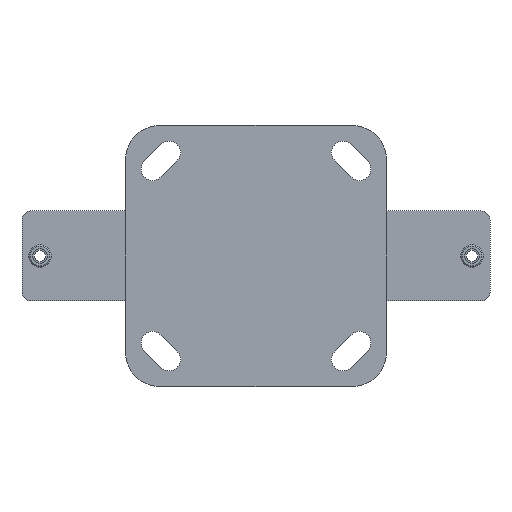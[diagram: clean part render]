
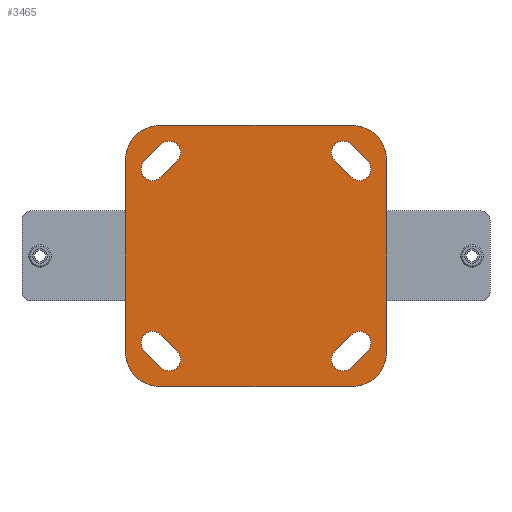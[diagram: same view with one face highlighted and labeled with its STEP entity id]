
A CAD part, front view. The second image highlights one B-rep face of the part: STEP entity #3465.
In plain terms, the highlighted planar face has unit normal (0, -1, 0).
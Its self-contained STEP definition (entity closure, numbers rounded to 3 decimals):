
#2=CARTESIAN_POINT('',(53.5,0.,53.5));
#3=DIRECTION('',(0.,-1.,0.));
#4=DIRECTION('',(1.,0.,0.));
#5=AXIS2_PLACEMENT_3D('',#2,#3,#4);
#7=DIRECTION('',(0.,0.,-1.));
#8=VECTOR('',#7,107.);
#9=CARTESIAN_POINT('',(72.5,0.,53.5));
#10=LINE('',#9,#8);
#11=CARTESIAN_POINT('',(53.5,0.,-53.5));
#12=DIRECTION('',(0.,-1.,0.));
#13=DIRECTION('',(0.,0.,-1.));
#14=AXIS2_PLACEMENT_3D('',#11,#12,#13);
#16=DIRECTION('',(-1.,0.,0.));
#17=VECTOR('',#16,107.);
#18=CARTESIAN_POINT('',(53.5,0.,-72.5));
#19=LINE('',#18,#17);
#20=CARTESIAN_POINT('',(-53.5,0.,-53.5));
#21=DIRECTION('',(0.,-1.,0.));
#22=DIRECTION('',(-1.,0.,0.));
#23=AXIS2_PLACEMENT_3D('',#20,#21,#22);
#25=DIRECTION('',(0.,0.,1.));
#26=VECTOR('',#25,107.);
#27=CARTESIAN_POINT('',(-72.5,0.,-53.5));
#28=LINE('',#27,#26);
#29=CARTESIAN_POINT('',(-53.5,0.,53.5));
#30=DIRECTION('',(0.,-1.,0.));
#31=DIRECTION('',(0.,0.,1.));
#32=AXIS2_PLACEMENT_3D('',#29,#30,#31);
#34=DIRECTION('',(1.,0.,0.));
#35=VECTOR('',#34,107.);
#36=CARTESIAN_POINT('',(-53.5,0.,72.5));
#37=LINE('',#36,#35);
#38=CARTESIAN_POINT('',(-48.209,0.,-57.453));
#39=DIRECTION('',(0.,1.,0.));
#40=DIRECTION('',(0.643,0.,0.766));
#41=AXIS2_PLACEMENT_3D('',#38,#39,#40);
#43=CARTESIAN_POINT('',(0.,0.,0.));
#44=DIRECTION('',(0.,1.,0.));
#45=DIRECTION('',(-0.643,0.,-0.766));
#46=AXIS2_PLACEMENT_3D('',#43,#44,#45);
#48=CARTESIAN_POINT('',(-57.453,0.,-48.209));
#49=DIRECTION('',(0.,1.,0.));
#50=DIRECTION('',(-0.766,0.,-0.643));
#51=AXIS2_PLACEMENT_3D('',#48,#49,#50);
#53=CARTESIAN_POINT('',(0.,0.,0.));
#54=DIRECTION('',(0.,1.,0.));
#55=DIRECTION('',(-0.643,0.,-0.766));
#56=AXIS2_PLACEMENT_3D('',#53,#54,#55);
#58=CARTESIAN_POINT('',(-57.453,0.,48.209));
#59=DIRECTION('',(0.,1.,0.));
#60=DIRECTION('',(0.766,0.,-0.643));
#61=AXIS2_PLACEMENT_3D('',#58,#59,#60);
#63=CARTESIAN_POINT('',(0.,0.,0.));
#64=DIRECTION('',(0.,1.,0.));
#65=DIRECTION('',(-0.766,0.,0.643));
#66=AXIS2_PLACEMENT_3D('',#63,#64,#65);
#68=CARTESIAN_POINT('',(-48.209,0.,57.453));
#69=DIRECTION('',(0.,1.,0.));
#70=DIRECTION('',(-0.643,0.,0.766));
#71=AXIS2_PLACEMENT_3D('',#68,#69,#70);
#73=CARTESIAN_POINT('',(0.,0.,0.));
#74=DIRECTION('',(0.,1.,0.));
#75=DIRECTION('',(-0.766,0.,0.643));
#76=AXIS2_PLACEMENT_3D('',#73,#74,#75);
#78=CARTESIAN_POINT('',(48.209,0.,57.453));
#79=DIRECTION('',(0.,1.,0.));
#80=DIRECTION('',(-0.643,0.,-0.766));
#81=AXIS2_PLACEMENT_3D('',#78,#79,#80);
#83=CARTESIAN_POINT('',(0.,0.,0.));
#84=DIRECTION('',(0.,1.,0.));
#85=DIRECTION('',(0.643,0.,0.766));
#86=AXIS2_PLACEMENT_3D('',#83,#84,#85);
#88=CARTESIAN_POINT('',(57.453,0.,48.209));
#89=DIRECTION('',(0.,1.,0.));
#90=DIRECTION('',(0.766,0.,0.643));
#91=AXIS2_PLACEMENT_3D('',#88,#89,#90);
#93=CARTESIAN_POINT('',(0.,0.,0.));
#94=DIRECTION('',(0.,1.,0.));
#95=DIRECTION('',(0.643,0.,0.766));
#96=AXIS2_PLACEMENT_3D('',#93,#94,#95);
#98=CARTESIAN_POINT('',(57.453,0.,-48.209));
#99=DIRECTION('',(0.,1.,0.));
#100=DIRECTION('',(-0.766,0.,0.643));
#101=AXIS2_PLACEMENT_3D('',#98,#99,#100);
#103=CARTESIAN_POINT('',(0.,0.,0.));
#104=DIRECTION('',(0.,1.,0.));
#105=DIRECTION('',(0.766,0.,-0.643));
#106=AXIS2_PLACEMENT_3D('',#103,#104,#105);
#108=CARTESIAN_POINT('',(48.209,0.,-57.453));
#109=DIRECTION('',(0.,1.,0.));
#110=DIRECTION('',(0.643,0.,-0.766));
#111=AXIS2_PLACEMENT_3D('',#108,#109,#110);
#113=CARTESIAN_POINT('',(0.,0.,0.));
#114=DIRECTION('',(0.,1.,0.));
#115=DIRECTION('',(0.766,0.,-0.643));
#116=AXIS2_PLACEMENT_3D('',#113,#114,#115);
#2562=CARTESIAN_POINT('',(72.5,0.,53.5));
#2563=CARTESIAN_POINT('',(53.5,0.,72.5));
#2564=VERTEX_POINT('',#2562);
#2565=VERTEX_POINT('',#2563);
#2570=CARTESIAN_POINT('',(53.5,0.,-72.5));
#2571=CARTESIAN_POINT('',(72.5,0.,-53.5));
#2572=VERTEX_POINT('',#2570);
#2573=VERTEX_POINT('',#2571);
#2578=CARTESIAN_POINT('',(-72.5,0.,-53.5));
#2579=CARTESIAN_POINT('',(-53.5,0.,-72.5));
#2580=VERTEX_POINT('',#2578);
#2581=VERTEX_POINT('',#2579);
#2586=CARTESIAN_POINT('',(-53.5,0.,72.5));
#2587=CARTESIAN_POINT('',(-72.5,0.,53.5));
#2588=VERTEX_POINT('',#2586);
#2589=VERTEX_POINT('',#2587);
#2594=CARTESIAN_POINT('',(-44.127,0.,-52.589));
#2595=CARTESIAN_POINT('',(-52.291,0.,-62.318));
#2596=VERTEX_POINT('',#2594);
#2597=VERTEX_POINT('',#2595);
#2598=CARTESIAN_POINT('',(-62.318,0.,-52.291));
#2599=VERTEX_POINT('',#2598);
#2600=CARTESIAN_POINT('',(-52.589,0.,-44.127));
#2601=VERTEX_POINT('',#2600);
#2610=CARTESIAN_POINT('',(-52.589,0.,44.127));
#2611=CARTESIAN_POINT('',(-62.318,0.,52.291));
#2612=VERTEX_POINT('',#2610);
#2613=VERTEX_POINT('',#2611);
#2614=CARTESIAN_POINT('',(-52.291,0.,62.318));
#2615=VERTEX_POINT('',#2614);
#2616=CARTESIAN_POINT('',(-44.127,0.,52.589));
#2617=VERTEX_POINT('',#2616);
#2626=CARTESIAN_POINT('',(44.127,0.,52.589));
#2627=CARTESIAN_POINT('',(52.291,0.,62.318));
#2628=VERTEX_POINT('',#2626);
#2629=VERTEX_POINT('',#2627);
#2630=CARTESIAN_POINT('',(62.318,0.,52.291));
#2631=VERTEX_POINT('',#2630);
#2632=CARTESIAN_POINT('',(52.589,0.,44.127));
#2633=VERTEX_POINT('',#2632);
#2642=CARTESIAN_POINT('',(52.589,0.,-44.127));
#2643=CARTESIAN_POINT('',(62.318,0.,-52.291));
#2644=VERTEX_POINT('',#2642);
#2645=VERTEX_POINT('',#2643);
#2646=CARTESIAN_POINT('',(52.291,0.,-62.318));
#2647=VERTEX_POINT('',#2646);
#2648=CARTESIAN_POINT('',(44.127,0.,-52.589));
#2649=VERTEX_POINT('',#2648);
#3402=CARTESIAN_POINT('',(0.,0.,0.));
#3403=DIRECTION('',(0.,1.,0.));
#3404=DIRECTION('',(1.,0.,0.));
#3405=AXIS2_PLACEMENT_3D('',#3402,#3403,#3404);
#3406=PLANE('',#3405);
#3408=ORIENTED_EDGE('',*,*,#3407,.F.);
#3410=ORIENTED_EDGE('',*,*,#3409,.T.);
#3412=ORIENTED_EDGE('',*,*,#3411,.F.);
#3414=ORIENTED_EDGE('',*,*,#3413,.T.);
#3416=ORIENTED_EDGE('',*,*,#3415,.F.);
#3418=ORIENTED_EDGE('',*,*,#3417,.T.);
#3420=ORIENTED_EDGE('',*,*,#3419,.F.);
#3422=ORIENTED_EDGE('',*,*,#3421,.T.);
#3423=EDGE_LOOP('',(#3408,#3410,#3412,#3414,#3416,#3418,#3420,#3422));
#3424=FACE_OUTER_BOUND('',#3423,.F.);
#3426=ORIENTED_EDGE('',*,*,#3425,.F.);
#3428=ORIENTED_EDGE('',*,*,#3427,.T.);
#3430=ORIENTED_EDGE('',*,*,#3429,.F.);
#3432=ORIENTED_EDGE('',*,*,#3431,.F.);
#3433=EDGE_LOOP('',(#3426,#3428,#3430,#3432));
#3434=FACE_BOUND('',#3433,.F.);
#3436=ORIENTED_EDGE('',*,*,#3435,.F.);
#3438=ORIENTED_EDGE('',*,*,#3437,.T.);
#3440=ORIENTED_EDGE('',*,*,#3439,.F.);
#3442=ORIENTED_EDGE('',*,*,#3441,.F.);
#3443=EDGE_LOOP('',(#3436,#3438,#3440,#3442));
#3444=FACE_BOUND('',#3443,.F.);
#3446=ORIENTED_EDGE('',*,*,#3445,.F.);
#3448=ORIENTED_EDGE('',*,*,#3447,.T.);
#3450=ORIENTED_EDGE('',*,*,#3449,.F.);
#3452=ORIENTED_EDGE('',*,*,#3451,.F.);
#3453=EDGE_LOOP('',(#3446,#3448,#3450,#3452));
#3454=FACE_BOUND('',#3453,.F.);
#3456=ORIENTED_EDGE('',*,*,#3455,.F.);
#3458=ORIENTED_EDGE('',*,*,#3457,.T.);
#3460=ORIENTED_EDGE('',*,*,#3459,.F.);
#3462=ORIENTED_EDGE('',*,*,#3461,.F.);
#3463=EDGE_LOOP('',(#3456,#3458,#3460,#3462));
#3464=FACE_BOUND('',#3463,.F.);
#3465=ADVANCED_FACE('',(#3424,#3434,#3444,#3454,#3464),#3406,.F.);
#6=CIRCLE('',#5,19.);
#15=CIRCLE('',#14,19.);
#24=CIRCLE('',#23,19.);
#33=CIRCLE('',#32,19.);
#42=CIRCLE('',#41,6.35);
#47=CIRCLE('',#46,68.65);
#52=CIRCLE('',#51,6.35);
#57=CIRCLE('',#56,81.35);
#62=CIRCLE('',#61,6.35);
#67=CIRCLE('',#66,68.65);
#72=CIRCLE('',#71,6.35);
#77=CIRCLE('',#76,81.35);
#82=CIRCLE('',#81,6.35);
#87=CIRCLE('',#86,68.65);
#92=CIRCLE('',#91,6.35);
#97=CIRCLE('',#96,81.35);
#102=CIRCLE('',#101,6.35);
#107=CIRCLE('',#106,68.65);
#112=CIRCLE('',#111,6.35);
#117=CIRCLE('',#116,81.35);
#3407=EDGE_CURVE('',#2564,#2565,#6,.T.);
#3409=EDGE_CURVE('',#2564,#2573,#10,.T.);
#3411=EDGE_CURVE('',#2572,#2573,#15,.T.);
#3413=EDGE_CURVE('',#2572,#2581,#19,.T.);
#3415=EDGE_CURVE('',#2580,#2581,#24,.T.);
#3417=EDGE_CURVE('',#2580,#2589,#28,.T.);
#3419=EDGE_CURVE('',#2588,#2589,#33,.T.);
#3421=EDGE_CURVE('',#2588,#2565,#37,.T.);
#3425=EDGE_CURVE('',#2596,#2597,#42,.T.);
#3427=EDGE_CURVE('',#2596,#2601,#47,.T.);
#3429=EDGE_CURVE('',#2599,#2601,#52,.T.);
#3431=EDGE_CURVE('',#2597,#2599,#57,.T.);
#3435=EDGE_CURVE('',#2612,#2613,#62,.T.);
#3437=EDGE_CURVE('',#2612,#2617,#67,.T.);
#3439=EDGE_CURVE('',#2615,#2617,#72,.T.);
#3441=EDGE_CURVE('',#2613,#2615,#77,.T.);
#3445=EDGE_CURVE('',#2628,#2629,#82,.T.);
#3447=EDGE_CURVE('',#2628,#2633,#87,.T.);
#3449=EDGE_CURVE('',#2631,#2633,#92,.T.);
#3451=EDGE_CURVE('',#2629,#2631,#97,.T.);
#3455=EDGE_CURVE('',#2644,#2645,#102,.T.);
#3457=EDGE_CURVE('',#2644,#2649,#107,.T.);
#3459=EDGE_CURVE('',#2647,#2649,#112,.T.);
#3461=EDGE_CURVE('',#2645,#2647,#117,.T.);
